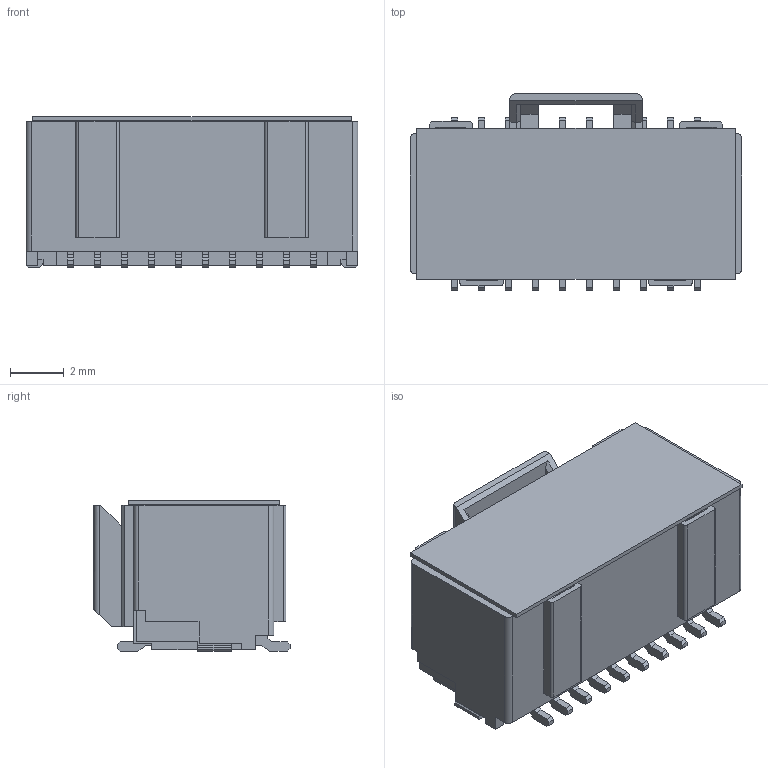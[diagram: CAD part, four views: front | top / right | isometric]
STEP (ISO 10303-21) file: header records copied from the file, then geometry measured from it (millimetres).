
FILE_DESCRIPTION( ( 'STEP AP214' ), '1' );
FILE_NAME( '2035652017.stp', '2020-12-02T08:58:44', ( 'License CC BY-ND 4.0' ), ( 'CADENAS' ), ' ', 'PARTsolutions', ' ' );
FILE_SCHEMA( ( 'AUTOMOTIVE_DESIGN { 1 0 10303 214 1 1 1 1 }' ) );
Length unit declared in the file: millimetre
Products named in the file (3): 2035652017; 1
Assembly tree (2 placements, depth 2):
  2035652017
    1
    1
Bounding box: 12.3 x 7.27 x 5.58 mm (x, y, z)
Volume: 154.7 mm3; surface area: 728.8 mm2
Topology: 2 solids, 2 shells, 526 faces, 1482 edges, 974 vertices
Faces by surface type: plane 496, cylinder 26, cone 4
Entity records: 16703 total; most frequent: CARTESIAN_POINT 2999, ORIENTED_EDGE 2964, DIRECTION 2592, EDGE_CURVE 1482, LINE 1426, VECTOR 1426, VERTEX_POINT 974, AXIS2_PLACEMENT_3D 583
